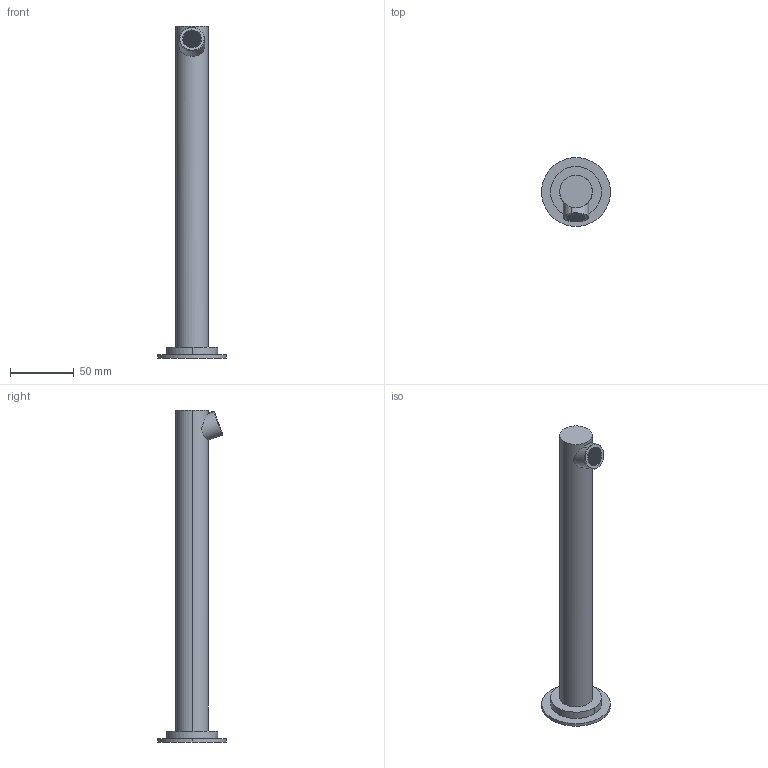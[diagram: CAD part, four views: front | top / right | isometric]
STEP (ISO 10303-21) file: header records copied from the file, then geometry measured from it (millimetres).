
FILE_DESCRIPTION (( 'STEP AP214' ), '1' );
FILE_NAME ('SSWB250_shell.STEP', '2018-10-24T20:57:02', ( 'khoa' ), ( '' ), 'SwSTEP 2.0', 'SolidWorks 2016', '' );
FILE_SCHEMA (( 'AUTOMOTIVE_DESIGN' ));
Length unit declared in the file: millimetre
Products named in the file (2): SSWB250_shell
Bounding box: 54 x 54 x 260 mm (x, y, z)
Volume: 143455.8 mm3; surface area: 27602.5 mm2
Topology: 1 solids, 1 shells, 1812 faces, 5562 edges, 3702 vertices
Faces by surface type: plane 1778, cylinder 26, cone 8
Entity records: 82206 total; most frequent: CARTESIAN_POINT 11182, ORIENTED_EDGE 11124, DIRECTION 9360, EDGE_CURVE 5562, LINE 5388, VECTOR 5388, VERTEX_POINT 3702, EDGE_LOOP 2384
